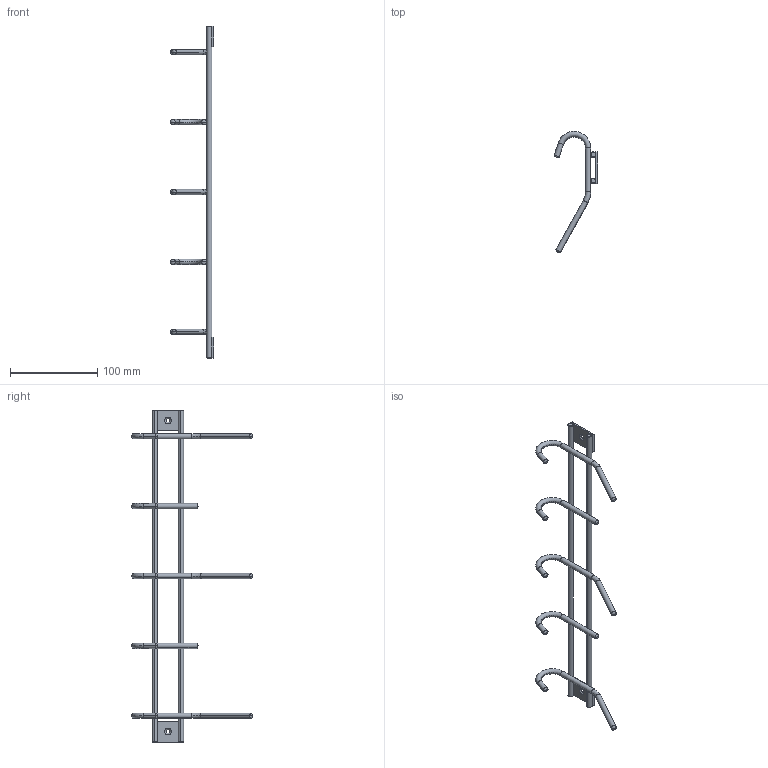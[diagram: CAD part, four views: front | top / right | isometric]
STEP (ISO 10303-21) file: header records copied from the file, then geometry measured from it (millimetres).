
FILE_DESCRIPTION(('Creo Elements/Direct Modeling STEP Export'),'2;1');
FILE_NAME('2255-380.stp','2024-09-12T10:11:07',(''),(''),'Creo Elements/Direct Modeling STEP processor for AP214 (Solid Model)','Creo Elements/Direct Modeling 20.0 12-Nov-2016 (C) Parametric Technology GmbH','');
FILE_SCHEMA(('AUTOMOTIVE_DESIGN { 1 0 10303 214 1 1 1 1 }'));
Length unit declared in the file: millimetre
Products named in the file (10): Huthaken.5.1; Reling.1; Reling; Montageplatte; Montageplatte.1; Huthaken.5.1.2; Huthaken.5.1.3; Huthaken.5.1.4; Huthaken.5.1.5; NI-9630
Assembly tree (9 placements, depth 2):
  NI-9630
    Huthaken.5.1.5
    Huthaken.5.1.4
    Huthaken.5.1.3
    Huthaken.5.1.2
    Montageplatte.1
    Montageplatte
    Reling
    Reling.1
    Huthaken.5.1
Bounding box: 49.72 x 138.07 x 380 mm (x, y, z)
Volume: 47337.1 mm3; surface area: 33541.9 mm2
Topology: 9 solids, 9 shells, 106 faces, 263 edges, 155 vertices
Faces by surface type: cylinder 42, sphere 20, torus 16, plane 16, cone 12
Entity records: 2942 total; most frequent: ORIENTED_EDGE 486, DIRECTION 474, CARTESIAN_POINT 431, EDGE_CURVE 243, AXIS2_PLACEMENT_3D 198, VERTEX_POINT 155, EDGE_LOOP 110, FACE_OUTER_BOUND 106
